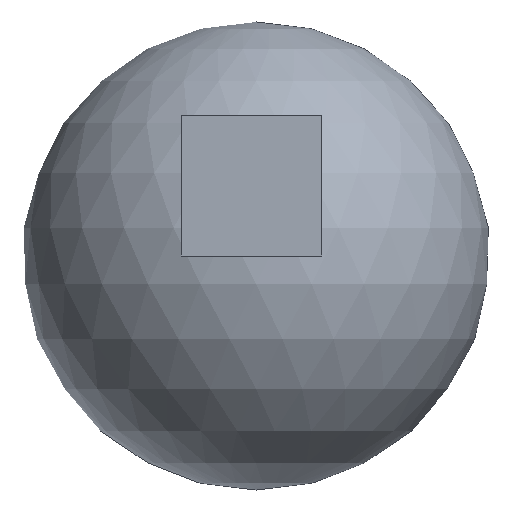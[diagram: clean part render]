
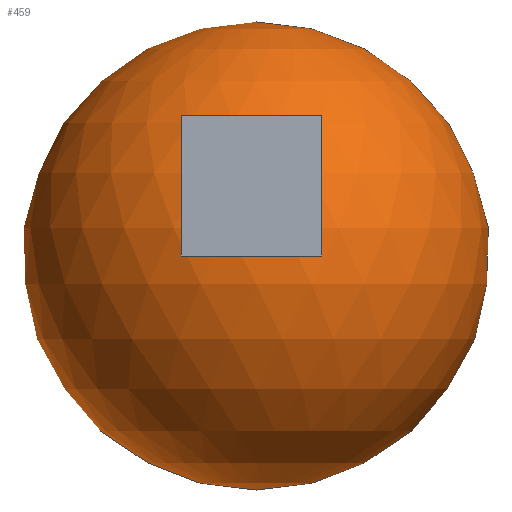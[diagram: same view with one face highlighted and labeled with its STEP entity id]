
A CAD part, left-side view. The second image highlights one B-rep face of the part: STEP entity #459.
In plain terms, the highlighted spherical face has radius 500 mm.
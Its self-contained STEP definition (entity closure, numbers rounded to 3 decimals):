
#446=CARTESIAN_POINT('',(0.,0.,0.));
#447=DIRECTION('',(0.,0.,1.));
#448=DIRECTION('',(1.,0.,0.));
#449=AXIS2_PLACEMENT_3D('',#446,#447,#448);
#450=SPHERICAL_SURFACE('',#449,500.);
#451=CARTESIAN_POINT('',(0.,0.,-500.));
#452=VERTEX_POINT('',#451);
#453=VERTEX_LOOP('',#452);
#454=CARTESIAN_POINT('',(0.,0.,500.));
#455=VERTEX_POINT('',#454);
#456=VERTEX_LOOP('',#455);
#457=FACE_BOUND('',#453,.T.);
#458=FACE_BOUND('',#456,.T.);
#459=ADVANCED_FACE('',(#457,#458),#450,.T.);
